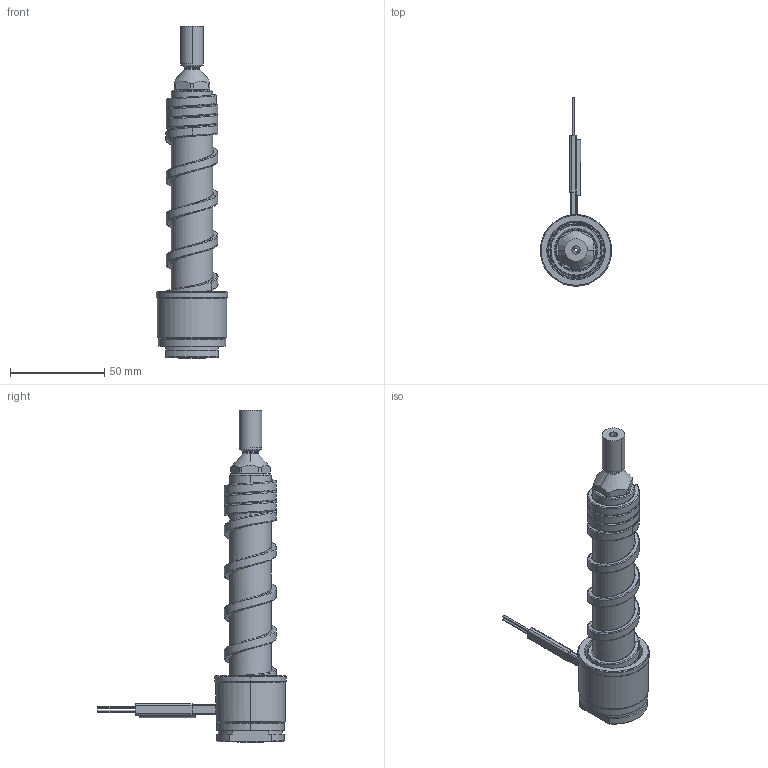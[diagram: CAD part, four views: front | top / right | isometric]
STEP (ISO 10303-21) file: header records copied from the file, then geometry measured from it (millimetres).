
FILE_DESCRIPTION((''),'2;1');
FILE_NAME('LS-156-APO-H','2014-02-14T',('Íàòàëüÿ'),('IMID'),'PRO/ENGINEER BY PARAMETRIC TECHNOLOGY CORPORATION, 2010480','PRO/ENGINEER BY PARAMETRIC TECHNOLOGY CORPORATION, 2010480','');
FILE_SCHEMA(('CONFIG_CONTROL_DESIGN'));
Length unit declared in the file: millimetre
Products named in the file (1): LS-156-APO-H
Bounding box: 38 x 100 x 176.2 mm (x, y, z)
Volume: 78863.6 mm3; surface area: 35289.7 mm2
Topology: 1 solids, 8 shells, 292 faces, 755 edges, 454 vertices
Faces by surface type: cylinder 95, bspline 54, cone 50, plane 47, torus 27, revolution 9, extrusion 8, sphere 2
Entity records: 17792 total; most frequent: CARTESIAN_POINT 11031, ORIENTED_EDGE 1470, DIRECTION 1288, EDGE_CURVE 747, AXIS2_PLACEMENT_3D 506, VERTEX_POINT 454, EDGE_LOOP 313, FACE_OUTER_BOUND 292
